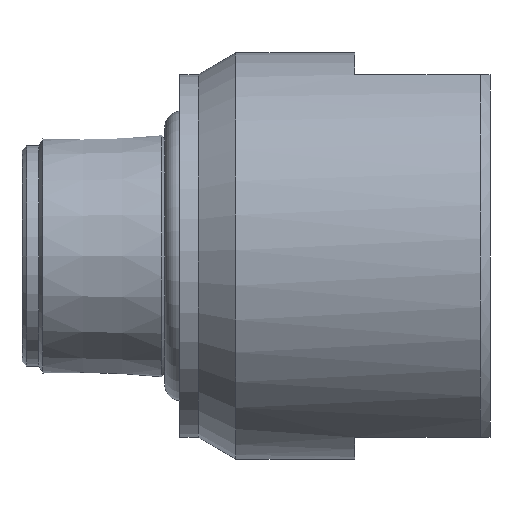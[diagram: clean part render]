
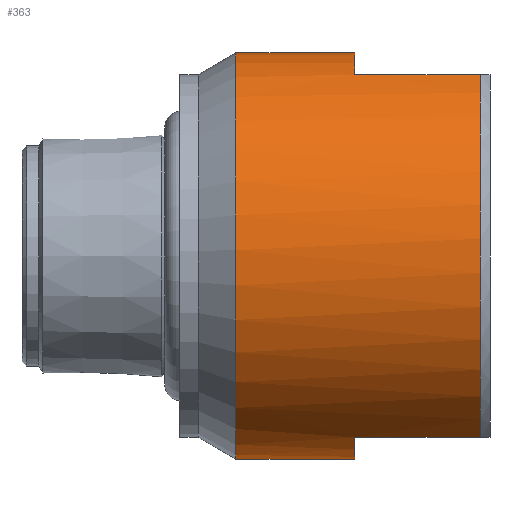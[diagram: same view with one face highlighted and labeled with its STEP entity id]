
A CAD part, front view. The second image highlights one B-rep face of the part: STEP entity #363.
In plain terms, the highlighted cylindrical face has radius 21.336 mm (diameter 42.672 mm), a full revolution.
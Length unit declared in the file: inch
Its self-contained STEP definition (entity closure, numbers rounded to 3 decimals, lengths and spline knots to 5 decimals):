
#22=LINE('',#592,#30);
#23=LINE('',#594,#31);
#24=LINE('',#603,#32);
#25=LINE('',#605,#33);
#30=VECTOR('',#488,0.52);
#31=VECTOR('',#489,0.52);
#32=VECTOR('',#492,0.52);
#33=VECTOR('',#493,0.52);
#69=CYLINDRICAL_SURFACE('',#415,0.84);
#89=FACE_BOUND('',#160,.T.);
#114=FACE_OUTER_BOUND('',#159,.T.);
#159=EDGE_LOOP('',(#316));
#160=EDGE_LOOP('',(#317,#318,#319,#320,#321,#322,#323,#324));
#172=CIRCLE('',#386,0.84);
#174=CIRCLE('',#390,0.84);
#176=CIRCLE('',#394,0.84);
#179=CIRCLE('',#401,0.84);
#186=CIRCLE('',#416,0.84);
#197=VERTEX_POINT('',#560);
#198=VERTEX_POINT('',#561);
#200=VERTEX_POINT('',#568);
#201=VERTEX_POINT('',#569);
#203=VERTEX_POINT('',#576);
#208=VERTEX_POINT('',#588);
#209=VERTEX_POINT('',#593);
#210=VERTEX_POINT('',#599);
#211=VERTEX_POINT('',#604);
#229=EDGE_CURVE('',#198,#197,#172,.T.);
#232=EDGE_CURVE('',#201,#200,#174,.T.);
#234=EDGE_CURVE('',#203,#203,#176,.T.);
#240=EDGE_CURVE('',#201,#208,#22,.T.);
#241=EDGE_CURVE('',#209,#200,#23,.T.);
#244=EDGE_CURVE('',#198,#210,#24,.T.);
#245=EDGE_CURVE('',#211,#197,#25,.T.);
#247=EDGE_CURVE('',#209,#210,#179,.T.);
#254=EDGE_CURVE('',#211,#208,#186,.T.);
#316=ORIENTED_EDGE('',*,*,#234,.T.);
#317=ORIENTED_EDGE('',*,*,#240,.T.);
#318=ORIENTED_EDGE('',*,*,#254,.F.);
#319=ORIENTED_EDGE('',*,*,#245,.T.);
#320=ORIENTED_EDGE('',*,*,#229,.F.);
#321=ORIENTED_EDGE('',*,*,#244,.T.);
#322=ORIENTED_EDGE('',*,*,#247,.F.);
#323=ORIENTED_EDGE('',*,*,#241,.T.);
#324=ORIENTED_EDGE('',*,*,#232,.F.);
#363=ADVANCED_FACE('',(#114,#89),#69,.T.);
#386=AXIS2_PLACEMENT_3D('',#563,#459,#460);
#390=AXIS2_PLACEMENT_3D('',#571,#468,#469);
#394=AXIS2_PLACEMENT_3D('',#577,#476,#477);
#401=AXIS2_PLACEMENT_3D('',#610,#496,#497);
#415=AXIS2_PLACEMENT_3D('',#630,#524,#525);
#416=AXIS2_PLACEMENT_3D('',#631,#526,#527);
#459=DIRECTION('center_axis',(1.,0.,0.));
#460=DIRECTION('ref_axis',(0.,0.475,-0.88));
#468=DIRECTION('center_axis',(1.,0.,0.));
#469=DIRECTION('ref_axis',(0.,0.475,-0.88));
#476=DIRECTION('center_axis',(1.,0.,0.));
#477=DIRECTION('ref_axis',(0.,0.475,-0.88));
#488=DIRECTION('',(1.,0.,0.));
#489=DIRECTION('',(-1.,0.,0.));
#492=DIRECTION('',(1.,0.,0.));
#493=DIRECTION('',(-1.,0.,0.));
#496=DIRECTION('center_axis',(1.,0.,0.));
#497=DIRECTION('ref_axis',(0.,1.,0.));
#524=DIRECTION('center_axis',(1.,0.,0.));
#525=DIRECTION('ref_axis',(0.,1.,0.));
#526=DIRECTION('center_axis',(1.,0.,0.));
#527=DIRECTION('ref_axis',(0.,1.,0.));
#560=CARTESIAN_POINT('',(1.375,0.37829,-0.75));
#561=CARTESIAN_POINT('',(1.375,-0.37829,-0.75));
#563=CARTESIAN_POINT('Origin',(1.375,0.,0.));
#568=CARTESIAN_POINT('',(1.375,-0.37829,0.75));
#569=CARTESIAN_POINT('',(1.375,0.37829,0.75));
#571=CARTESIAN_POINT('Origin',(1.375,0.,0.));
#576=CARTESIAN_POINT('',(0.88388,0.39905,-0.73916));
#577=CARTESIAN_POINT('Origin',(0.88388,0.,
0.));
#588=CARTESIAN_POINT('',(1.895,0.37829,0.75));
#592=CARTESIAN_POINT('',(1.635,0.37829,0.75));
#593=CARTESIAN_POINT('',(1.895,-0.37829,0.75));
#594=CARTESIAN_POINT('',(1.635,-0.37829,0.75));
#599=CARTESIAN_POINT('',(1.895,-0.37829,-0.75));
#603=CARTESIAN_POINT('',(1.635,-0.37829,-0.75));
#604=CARTESIAN_POINT('',(1.895,0.37829,-0.75));
#605=CARTESIAN_POINT('',(1.635,0.37829,-0.75));
#610=CARTESIAN_POINT('Origin',(1.895,0.,0.));
#630=CARTESIAN_POINT('Origin',(1.635,0.,0.));
#631=CARTESIAN_POINT('Origin',(1.895,0.,0.));
